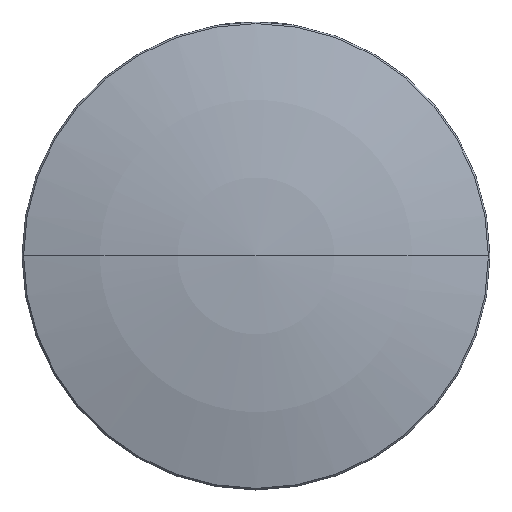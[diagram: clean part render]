
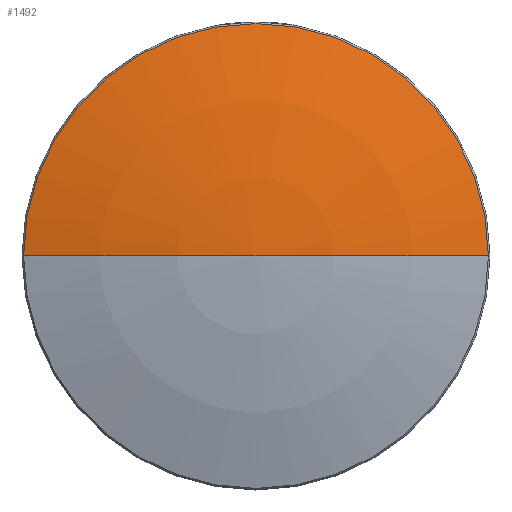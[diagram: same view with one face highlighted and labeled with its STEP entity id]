
A CAD part, top view. The second image highlights one B-rep face of the part: STEP entity #1492.
In plain terms, the highlighted toroidal (fillet/blend) face has major radius 0.018 mm and minor radius 92.02 mm.
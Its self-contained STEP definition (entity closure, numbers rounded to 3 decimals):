
#96 = DIRECTION ( 'NONE',  ( 1., 0., 0. ) ) ;
#165 = TOROIDAL_SURFACE ( 'NONE', #1606, -0.017, 92.02 ) ;
#206 = DIRECTION ( 'NONE',  ( -1., 0., 0. ) ) ;
#305 = EDGE_CURVE ( 'NONE', #1425, #435, #1671, .T. ) ;
#432 = DIRECTION ( 'NONE',  ( 0., 1., 0. ) ) ;
#435 = VERTEX_POINT ( 'NONE', #2108 ) ;
#532 = ORIENTED_EDGE ( 'NONE', *, *, #1251, .T. ) ;
#539 = AXIS2_PLACEMENT_3D ( 'NONE', #776, #432, #1343 ) ;
#569 = DIRECTION ( 'NONE',  ( 0., 0., 1. ) ) ;
#666 = DIRECTION ( 'NONE',  ( 0., 0., -1. ) ) ;
#776 = CARTESIAN_POINT ( 'NONE',  ( -24.95, 26.424, -19.39 ) ) ;
#881 = CIRCLE ( 'NONE', #998, 25.227 ) ;
#959 = EDGE_CURVE ( 'NONE', #1314, #435, #1081, .T. ) ;
#998 = AXIS2_PLACEMENT_3D ( 'NONE', #1516, #569, #206 ) ;
#1037 = EDGE_LOOP ( 'NONE', ( #532, #1808, #1995 ) ) ;
#1081 = CIRCLE ( 'NONE', #2172, 92.02 ) ;
#1103 = FACE_OUTER_BOUND ( 'NONE', #1037, .T. ) ;
#1203 = CARTESIAN_POINT ( 'NONE',  ( -24.968, 26.424, -19.39 ) ) ;
#1251 = EDGE_CURVE ( 'NONE', #1314, #1425, #881, .T. ) ;
#1270 = CARTESIAN_POINT ( 'NONE',  ( 0.259, 26.424, 69.1 ) ) ;
#1314 = VERTEX_POINT ( 'NONE', #1270 ) ;
#1343 = DIRECTION ( 'NONE',  ( -1., 0., 0. ) ) ;
#1425 = VERTEX_POINT ( 'NONE', #2094 ) ;
#1492 = ADVANCED_FACE ( 'NONE', ( #1103 ), #165, .T. ) ;
#1516 = CARTESIAN_POINT ( 'NONE',  ( -24.968, 26.424, 69.1 ) ) ;
#1606 = AXIS2_PLACEMENT_3D ( 'NONE', #1203, #1943, #96 ) ;
#1671 = CIRCLE ( 'NONE', #539, 92.02 ) ;
#1746 = CARTESIAN_POINT ( 'NONE',  ( -24.985, 26.424, -19.39 ) ) ;
#1808 = ORIENTED_EDGE ( 'NONE', *, *, #305, .T. ) ;
#1943 = DIRECTION ( 'NONE',  ( 0., 0., 1. ) ) ;
#1995 = ORIENTED_EDGE ( 'NONE', *, *, #959, .F. ) ;
#2094 = CARTESIAN_POINT ( 'NONE',  ( -50.195, 26.424, 69.1 ) ) ;
#2108 = CARTESIAN_POINT ( 'NONE',  ( -24.968, 26.424, 72.63 ) ) ;
#2157 = DIRECTION ( 'NONE',  ( 0., -1., 0. ) ) ;
#2172 = AXIS2_PLACEMENT_3D ( 'NONE', #1746, #2157, #666 ) ;
